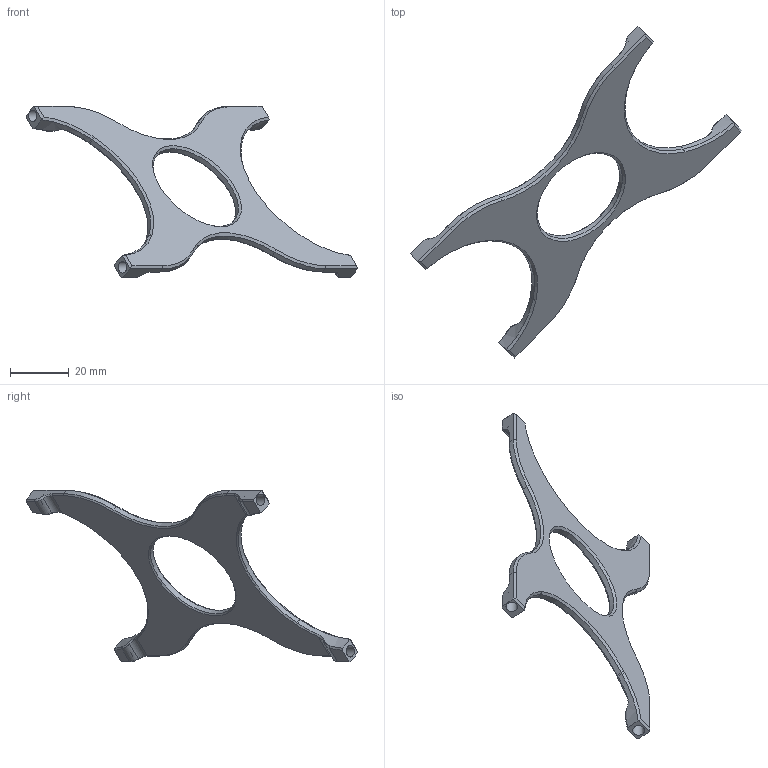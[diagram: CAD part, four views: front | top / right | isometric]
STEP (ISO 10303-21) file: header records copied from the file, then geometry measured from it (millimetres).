
FILE_DESCRIPTION(/* description */ (''),/* implementation_level */ '2;1');
FILE_NAME(/* name */ 'cross-brace.step',/* time_stamp */ '2025-12-22T09:25:21+01:00',/* author */ (''),/* organization */ (''),/* preprocessor_version */ 'ST-DEVELOPER v20.1',/* originating_system */ 'Autodesk Translation Framework v14.21.0.0',/* authorisation */ '');
FILE_SCHEMA (('AUTOMOTIVE_DESIGN { 1 0 10303 214 3 1 1 }'));
Length unit declared in the file: millimetre
Products named in the file (1): cross-brace
Bounding box: 113.31 x 113.31 x 58.52 mm (x, y, z)
Volume: 10087.7 mm3; surface area: 8482.5 mm2
Topology: 1 solids, 1 shells, 129 faces, 303 edges, 180 vertices
Faces by surface type: plane 46, cone 38, cylinder 25, bspline 20
Full cylindrical faces by diameter (mm): 4 x4, 34.624 x1
Entity records: 4050 total; most frequent: CARTESIAN_POINT 1173, ORIENTED_EDGE 606, DIRECTION 559, EDGE_CURVE 303, AXIS2_PLACEMENT_3D 194, VERTEX_POINT 180, LINE 171, VECTOR 171
